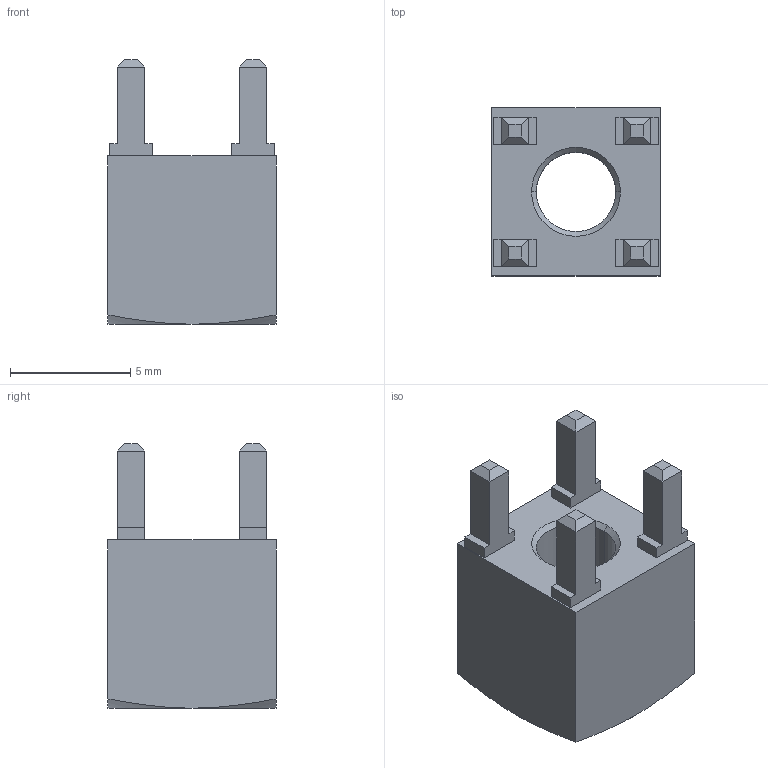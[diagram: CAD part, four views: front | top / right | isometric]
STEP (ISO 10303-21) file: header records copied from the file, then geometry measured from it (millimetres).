
FILE_DESCRIPTION (( 'STEP AP203' ), '1' );
FILE_NAME ('91655-D.STEP', '2013-12-17T16:56:43', ( 'Hajo' ), ( 'Microsoft' ), 'SwSTEP 2.0', 'SolidWorks 2011', '' );
FILE_SCHEMA (( 'CONFIG_CONTROL_DESIGN' ));
Length unit declared in the file: millimetre
Products named in the file (1): 91655-D
Bounding box: 7 x 7 x 11 mm (x, y, z)
Volume: 302.7 mm3; surface area: 414.8 mm2
Topology: 1 solids, 1 shells, 68 faces, 162 edges, 100 vertices
Faces by surface type: plane 58, cone 8, cylinder 2
Entity records: 2011 total; most frequent: CARTESIAN_POINT 371, ORIENTED_EDGE 324, DIRECTION 304, EDGE_CURVE 162, LINE 142, VECTOR 142, VERTEX_POINT 100, AXIS2_PLACEMENT_3D 81
